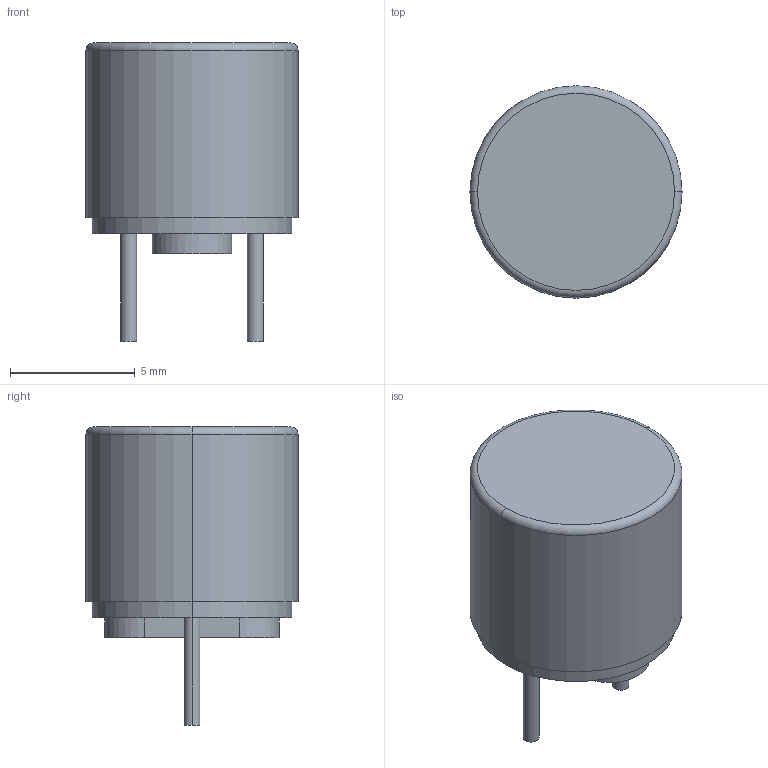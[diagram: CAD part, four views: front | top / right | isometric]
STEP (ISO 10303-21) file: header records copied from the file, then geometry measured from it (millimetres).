
FILE_DESCRIPTION((''),'2;1');
FILE_NAME('FUSE_SCHURTER_MSF250.stp','2012-09-12T13:31:40',(''),(''),'Mechanical Desktop 2011','Mechanical Desktop 2011',', , ');
FILE_SCHEMA(('AUTOMOTIVE_DESIGN { 1 2 10303 214 1 1 1 1 }'));
Length unit declared in the file: millimetre
Products named in the file (1): Product
Bounding box: 8.5 x 8.5 x 11.95 mm (x, y, z)
Volume: 448.3 mm3; surface area: 486.9 mm2
Topology: 5 solids, 5 shells, 24 faces, 40 edges, 26 vertices
Faces by surface type: plane 12, cylinder 10, torus 2
Entity records: 620 total; most frequent: DIRECTION 114, CARTESIAN_POINT 91, ORIENTED_EDGE 80, AXIS2_PLACEMENT_3D 49, EDGE_CURVE 40, VERTEX_POINT 26, CIRCLE 24, EDGE_LOOP 24
